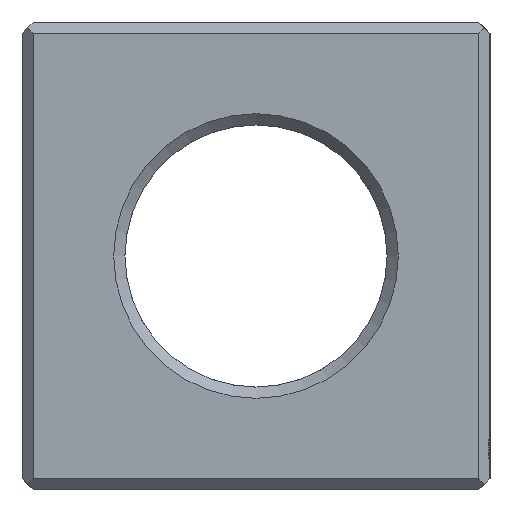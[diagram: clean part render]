
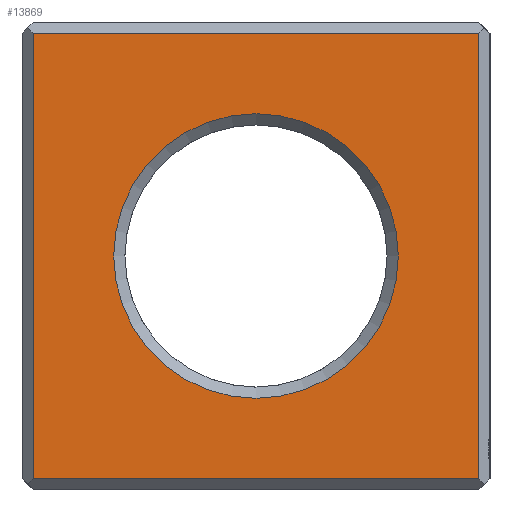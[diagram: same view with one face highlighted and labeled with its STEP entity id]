
A CAD part, left-side view. The second image highlights one B-rep face of the part: STEP entity #13869.
In plain terms, the highlighted planar face has unit normal (-1, 0, 0).
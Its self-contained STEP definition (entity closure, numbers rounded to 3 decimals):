
#72 = PLANE('',#73);
#73 = AXIS2_PLACEMENT_3D('',#74,#75,#76);
#74 = CARTESIAN_POINT('',(0.,0.,0.3));
#75 = DIRECTION('',(-0.707,0.,-0.707));
#76 = DIRECTION('',(0.707,0.,-0.707));
#747 = PLANE('',#748);
#748 = AXIS2_PLACEMENT_3D('',#749,#750,#751);
#749 = CARTESIAN_POINT('',(0.3,12.5,0.));
#750 = DIRECTION('',(0.707,-0.707,0.));
#751 = DIRECTION('',(-0.707,-0.707,0.));
#978 = PLANE('',#979);
#979 = AXIS2_PLACEMENT_3D('',#980,#981,#982);
#980 = CARTESIAN_POINT('',(0.3,0.,0.));
#981 = DIRECTION('',(-0.707,-0.707,0.));
#982 = DIRECTION('',(-0.707,0.707,0.));
#1046 = VERTEX_POINT('',#1047);
#1047 = CARTESIAN_POINT('',(0.,0.3,0.3));
#1068 = EDGE_CURVE('',#1046,#1069,#1071,.T.);
#1069 = VERTEX_POINT('',#1070);
#1070 = CARTESIAN_POINT('',(0.,12.2,0.3));
#1071 = SURFACE_CURVE('',#1072,(#1076,#1083),.PCURVE_S1.);
#1072 = LINE('',#1073,#1074);
#1073 = CARTESIAN_POINT('',(0.,0.,0.3));
#1074 = VECTOR('',#1075,1.);
#1075 = DIRECTION('',(0.,1.,0.));
#1076 = PCURVE('',#72,#1077);
#1077 = DEFINITIONAL_REPRESENTATION('',(#1078),#1082);
#1078 = LINE('',#1079,#1080);
#1079 = CARTESIAN_POINT('',(0.,-0.));
#1080 = VECTOR('',#1081,1.);
#1081 = DIRECTION('',(0.,-1.));
#1082 = ( GEOMETRIC_REPRESENTATION_CONTEXT(2) 
PARAMETRIC_REPRESENTATION_CONTEXT() REPRESENTATION_CONTEXT('2D SPACE',''
  ) );
#1083 = PCURVE('',#1084,#1089);
#1084 = PLANE('',#1085);
#1085 = AXIS2_PLACEMENT_3D('',#1086,#1087,#1088);
#1086 = CARTESIAN_POINT('',(0.,12.5,0.));
#1087 = DIRECTION('',(1.,0.,0.));
#1088 = DIRECTION('',(0.,-1.,0.));
#1089 = DEFINITIONAL_REPRESENTATION('',(#1090),#1094);
#1090 = LINE('',#1091,#1092);
#1091 = CARTESIAN_POINT('',(12.5,-0.3));
#1092 = VECTOR('',#1093,1.);
#1093 = DIRECTION('',(-1.,0.));
#1094 = ( GEOMETRIC_REPRESENTATION_CONTEXT(2) 
PARAMETRIC_REPRESENTATION_CONTEXT() REPRESENTATION_CONTEXT('2D SPACE',''
  ) );
#2677 = VERTEX_POINT('',#2678);
#2678 = CARTESIAN_POINT('',(0.,12.2,12.2));
#2692 = PLANE('',#2693);
#2693 = AXIS2_PLACEMENT_3D('',#2694,#2695,#2696);
#2694 = CARTESIAN_POINT('',(0.3,0.,12.5));
#2695 = DIRECTION('',(-0.707,0.,0.707));
#2696 = DIRECTION('',(-0.707,0.,-0.707));
#2704 = EDGE_CURVE('',#1069,#2677,#2705,.T.);
#2705 = SURFACE_CURVE('',#2706,(#2710,#2717),.PCURVE_S1.);
#2706 = LINE('',#2707,#2708);
#2707 = CARTESIAN_POINT('',(0.,12.2,0.));
#2708 = VECTOR('',#2709,1.);
#2709 = DIRECTION('',(0.,0.,1.));
#2710 = PCURVE('',#747,#2711);
#2711 = DEFINITIONAL_REPRESENTATION('',(#2712),#2716);
#2712 = LINE('',#2713,#2714);
#2713 = CARTESIAN_POINT('',(0.424,0.));
#2714 = VECTOR('',#2715,1.);
#2715 = DIRECTION('',(0.,-1.));
#2716 = ( GEOMETRIC_REPRESENTATION_CONTEXT(2) 
PARAMETRIC_REPRESENTATION_CONTEXT() REPRESENTATION_CONTEXT('2D SPACE',''
  ) );
#2717 = PCURVE('',#1084,#2718);
#2718 = DEFINITIONAL_REPRESENTATION('',(#2719),#2723);
#2719 = LINE('',#2720,#2721);
#2720 = CARTESIAN_POINT('',(0.3,0.));
#2721 = VECTOR('',#2722,1.);
#2722 = DIRECTION('',(0.,-1.));
#2723 = ( GEOMETRIC_REPRESENTATION_CONTEXT(2) 
PARAMETRIC_REPRESENTATION_CONTEXT() REPRESENTATION_CONTEXT('2D SPACE',''
  ) );
#13826 = VERTEX_POINT('',#13827);
#13827 = CARTESIAN_POINT('',(0.,0.3,12.2));
#13848 = EDGE_CURVE('',#1046,#13826,#13849,.T.);
#13849 = SURFACE_CURVE('',#13850,(#13854,#13861),.PCURVE_S1.);
#13850 = LINE('',#13851,#13852);
#13851 = CARTESIAN_POINT('',(0.,0.3,0.));
#13852 = VECTOR('',#13853,1.);
#13853 = DIRECTION('',(0.,0.,1.));
#13854 = PCURVE('',#978,#13855);
#13855 = DEFINITIONAL_REPRESENTATION('',(#13856),#13860);
#13856 = LINE('',#13857,#13858);
#13857 = CARTESIAN_POINT('',(0.424,0.));
#13858 = VECTOR('',#13859,1.);
#13859 = DIRECTION('',(0.,-1.));
#13860 = ( GEOMETRIC_REPRESENTATION_CONTEXT(2) 
PARAMETRIC_REPRESENTATION_CONTEXT() REPRESENTATION_CONTEXT('2D SPACE',''
  ) );
#13861 = PCURVE('',#1084,#13862);
#13862 = DEFINITIONAL_REPRESENTATION('',(#13863),#13867);
#13863 = LINE('',#13864,#13865);
#13864 = CARTESIAN_POINT('',(12.2,0.));
#13865 = VECTOR('',#13866,1.);
#13866 = DIRECTION('',(0.,-1.));
#13867 = ( GEOMETRIC_REPRESENTATION_CONTEXT(2) 
PARAMETRIC_REPRESENTATION_CONTEXT() REPRESENTATION_CONTEXT('2D SPACE',''
  ) );
#13869 = ADVANCED_FACE('',(#13870,#13896),#1084,.F.);
#13870 = FACE_BOUND('',#13871,.F.);
#13871 = EDGE_LOOP('',(#13872,#13873,#13874,#13875));
#13872 = ORIENTED_EDGE('',*,*,#13848,.F.);
#13873 = ORIENTED_EDGE('',*,*,#1068,.T.);
#13874 = ORIENTED_EDGE('',*,*,#2704,.T.);
#13875 = ORIENTED_EDGE('',*,*,#13876,.F.);
#13876 = EDGE_CURVE('',#13826,#2677,#13877,.T.);
#13877 = SURFACE_CURVE('',#13878,(#13882,#13889),.PCURVE_S1.);
#13878 = LINE('',#13879,#13880);
#13879 = CARTESIAN_POINT('',(0.,0.,12.2));
#13880 = VECTOR('',#13881,1.);
#13881 = DIRECTION('',(0.,1.,0.));
#13882 = PCURVE('',#1084,#13883);
#13883 = DEFINITIONAL_REPRESENTATION('',(#13884),#13888);
#13884 = LINE('',#13885,#13886);
#13885 = CARTESIAN_POINT('',(12.5,-12.2));
#13886 = VECTOR('',#13887,1.);
#13887 = DIRECTION('',(-1.,0.));
#13888 = ( GEOMETRIC_REPRESENTATION_CONTEXT(2) 
PARAMETRIC_REPRESENTATION_CONTEXT() REPRESENTATION_CONTEXT('2D SPACE',''
  ) );
#13889 = PCURVE('',#2692,#13890);
#13890 = DEFINITIONAL_REPRESENTATION('',(#13891),#13895);
#13891 = LINE('',#13892,#13893);
#13892 = CARTESIAN_POINT('',(0.424,0.));
#13893 = VECTOR('',#13894,1.);
#13894 = DIRECTION('',(0.,-1.));
#13895 = ( GEOMETRIC_REPRESENTATION_CONTEXT(2) 
PARAMETRIC_REPRESENTATION_CONTEXT() REPRESENTATION_CONTEXT('2D SPACE',''
  ) );
#13896 = FACE_BOUND('',#13897,.F.);
#13897 = EDGE_LOOP('',(#13898));
#13898 = ORIENTED_EDGE('',*,*,#13899,.T.);
#13899 = EDGE_CURVE('',#13900,#13900,#13902,.T.);
#13900 = VERTEX_POINT('',#13901);
#13901 = CARTESIAN_POINT('',(0.,2.45,6.25));
#13902 = SURFACE_CURVE('',#13903,(#13908,#13919),.PCURVE_S1.);
#13903 = CIRCLE('',#13904,3.8);
#13904 = AXIS2_PLACEMENT_3D('',#13905,#13906,#13907);
#13905 = CARTESIAN_POINT('',(0.,6.25,6.25));
#13906 = DIRECTION('',(-1.,0.,0.));
#13907 = DIRECTION('',(0.,-1.,0.));
#13908 = PCURVE('',#1084,#13909);
#13909 = DEFINITIONAL_REPRESENTATION('',(#13910),#13918);
#13910 = ( BOUNDED_CURVE() B_SPLINE_CURVE(2,(#13911,#13912,#13913,#13914
    ,#13915,#13916,#13917),.UNSPECIFIED.,.T.,.F.) 
B_SPLINE_CURVE_WITH_KNOTS((1,2,2,2,2,1),(-2.094,0.,
    2.094,4.189,6.283,8.378),
.UNSPECIFIED.) CURVE() GEOMETRIC_REPRESENTATION_ITEM() 
RATIONAL_B_SPLINE_CURVE((1.,0.5,1.,0.5,1.,0.5,1.)) REPRESENTATION_ITEM(
  '') );
#13911 = CARTESIAN_POINT('',(10.05,-6.25));
#13912 = CARTESIAN_POINT('',(10.05,-12.832));
#13913 = CARTESIAN_POINT('',(4.35,-9.541));
#13914 = CARTESIAN_POINT('',(-1.35,-6.25));
#13915 = CARTESIAN_POINT('',(4.35,-2.959));
#13916 = CARTESIAN_POINT('',(10.05,0.332));
#13917 = CARTESIAN_POINT('',(10.05,-6.25));
#13918 = ( GEOMETRIC_REPRESENTATION_CONTEXT(2) 
PARAMETRIC_REPRESENTATION_CONTEXT() REPRESENTATION_CONTEXT('2D SPACE',''
  ) );
#13919 = PCURVE('',#13920,#13925);
#13920 = CONICAL_SURFACE('',#13921,3.5,0.785);
#13921 = AXIS2_PLACEMENT_3D('',#13922,#13923,#13924);
#13922 = CARTESIAN_POINT('',(0.3,6.25,6.25));
#13923 = DIRECTION('',(-1.,-0.,-0.));
#13924 = DIRECTION('',(0.,-1.,0.));
#13925 = DEFINITIONAL_REPRESENTATION('',(#13926),#13930);
#13926 = LINE('',#13927,#13928);
#13927 = CARTESIAN_POINT('',(-0.,0.3));
#13928 = VECTOR('',#13929,1.);
#13929 = DIRECTION('',(1.,-0.));
#13930 = ( GEOMETRIC_REPRESENTATION_CONTEXT(2) 
PARAMETRIC_REPRESENTATION_CONTEXT() REPRESENTATION_CONTEXT('2D SPACE',''
  ) );
